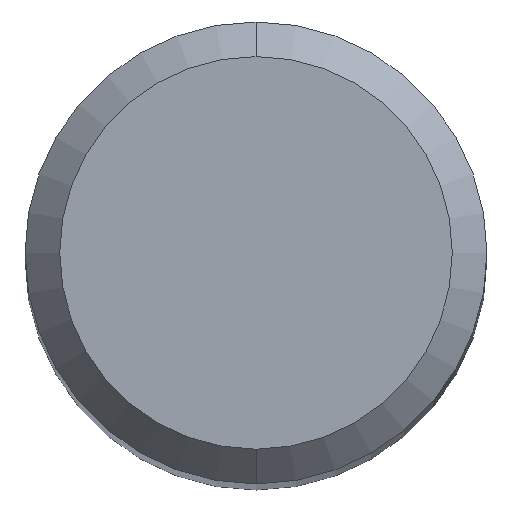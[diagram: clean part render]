
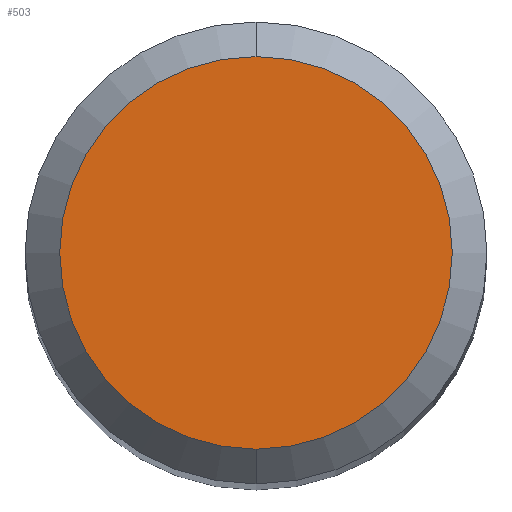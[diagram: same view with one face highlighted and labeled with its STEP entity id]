
A CAD part, top view. The second image highlights one B-rep face of the part: STEP entity #503.
In plain terms, the highlighted planar face has unit normal (0, 0, 1).
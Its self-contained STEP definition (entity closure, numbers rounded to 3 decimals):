
#471=EDGE_CURVE('',#791,#697,#1301,.T.);
#503=ADVANCED_FACE('',(#1336),#1337,.T.);
#697=VERTEX_POINT('',#1547);
#791=VERTEX_POINT('',#1650);
#1013=EDGE_CURVE('',#697,#791,#1895,.T.);
#1301=CIRCLE('',#2447,1.7);
#1336=FACE_OUTER_BOUND('',#2500,.T.);
#1337=PLANE('',#2501);
#1547=CARTESIAN_POINT('',(0.0,1.7,0.0));
#1650=CARTESIAN_POINT('',(0.,-1.7,0.0));
#1895=CIRCLE('',#5007,1.7);
#2447=AXIS2_PLACEMENT_3D('',#5907,#5908,#5909);
#2500=EDGE_LOOP('',(#5950,#5951));
#2501=AXIS2_PLACEMENT_3D('',#5952,#5953,#5954);
#5007=AXIS2_PLACEMENT_3D('',#6557,#6558,#6559);
#5907=CARTESIAN_POINT('',(0.0,0.0,0.0));
#5908=DIRECTION('',(0.0,0.0,-1.0));
#5909=DIRECTION('',(0.0,1.0,0.0));
#5950=ORIENTED_EDGE('',*,*,#1013,.F.);
#5951=ORIENTED_EDGE('',*,*,#471,.F.);
#5952=CARTESIAN_POINT('',(0.0,0.85,0.0));
#5953=DIRECTION('',(-0.0,0.0,1.0));
#5954=DIRECTION('',(0.0,-1.0,0.0));
#6557=CARTESIAN_POINT('',(0.0,0.0,0.0));
#6558=DIRECTION('',(0.0,0.0,-1.0));
#6559=DIRECTION('',(0.0,1.0,0.0));
